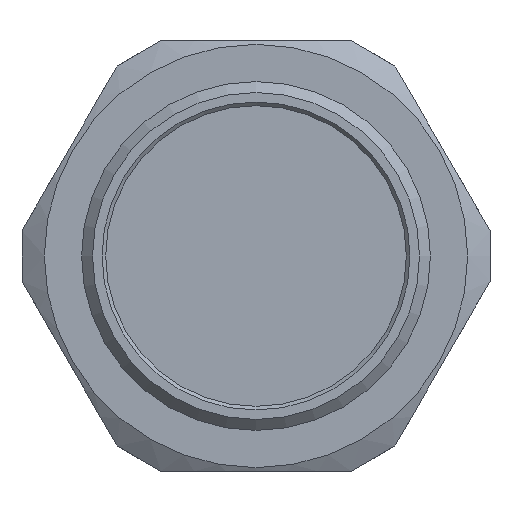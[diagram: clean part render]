
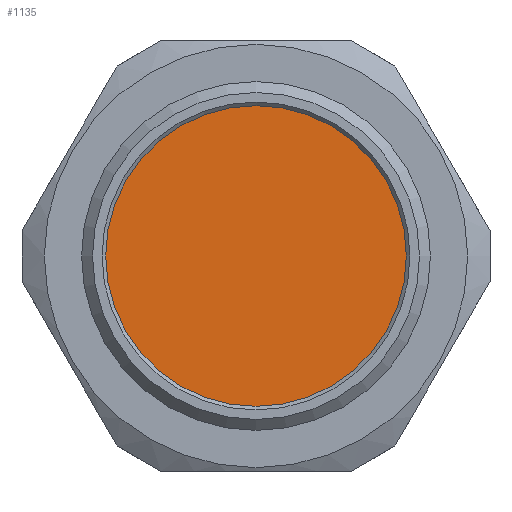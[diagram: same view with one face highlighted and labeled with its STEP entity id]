
A CAD part, front view. The second image highlights one B-rep face of the part: STEP entity #1135.
In plain terms, the highlighted planar face has unit normal (0, -1, 0).
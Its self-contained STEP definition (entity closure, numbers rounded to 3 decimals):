
#251=FACE_OUTER_BOUND('',#324,.T.);
#324=EDGE_LOOP('',(#735));
#403=CIRCLE('',#1234,20.6);
#442=VERTEX_POINT('',#1634);
#557=EDGE_CURVE('',#442,#442,#403,.T.);
#735=ORIENTED_EDGE('',*,*,#557,.T.);
#1090=PLANE('',#1233);
#1135=ADVANCED_FACE('',(#251),#1090,.F.);
#1233=AXIS2_PLACEMENT_3D('',#1633,#1351,#1352);
#1234=AXIS2_PLACEMENT_3D('',#1635,#1353,#1354);
#1351=DIRECTION('center_axis',(0.,1.,0.));
#1352=DIRECTION('ref_axis',(0.,0.,1.));
#1353=DIRECTION('center_axis',(0.,-1.,0.));
#1354=DIRECTION('ref_axis',(-1.,0.,0.));
#1633=CARTESIAN_POINT('Origin',(0.,17.,0.));
#1634=CARTESIAN_POINT('',(20.6,17.,0.));
#1635=CARTESIAN_POINT('Origin',(0.,17.,0.));
